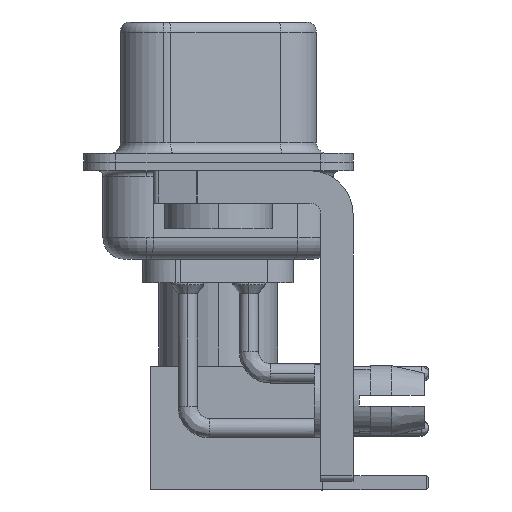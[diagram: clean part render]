
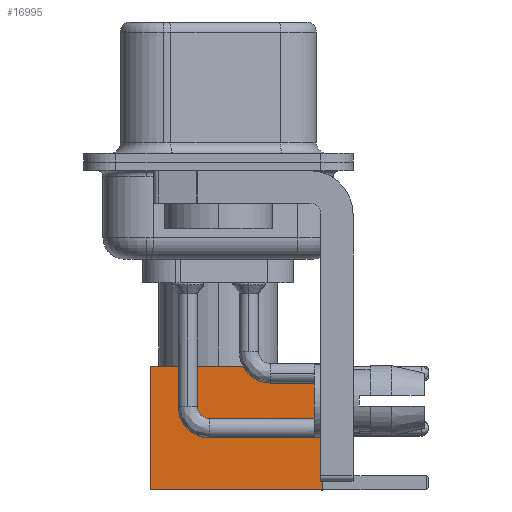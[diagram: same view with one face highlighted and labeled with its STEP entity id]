
A CAD part, left-side view. The second image highlights one B-rep face of the part: STEP entity #16995.
In plain terms, the highlighted face is planar.
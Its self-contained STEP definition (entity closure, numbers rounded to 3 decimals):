
#2277 = DIRECTION ( 'NONE',  ( -1., 0., 0. ) ) ;
#3588 = DIRECTION ( 'NONE',  ( 0., 0., -1. ) ) ;
#4761 = LINE ( 'NONE', #31675, #5278 ) ;
#5278 = VECTOR ( 'NONE', #2277, 1000. ) ;
#9032 = CARTESIAN_POINT ( 'NONE',  ( -2.875, 2.875, 8. ) ) ;
#9576 = ORIENTED_EDGE ( 'NONE', *, *, #30870, .T. ) ;
#9779 = DIRECTION ( 'NONE',  ( 0., 1., 0. ) ) ;
#13595 = LINE ( 'NONE', #26057, #22907 ) ;
#14414 = LINE ( 'NONE', #17515, #19774 ) ;
#14906 = CARTESIAN_POINT ( 'NONE',  ( 2.875, 2.875, 8. ) ) ;
#15262 = EDGE_CURVE ( 'NONE', #25335, #17614, #14414, .T. ) ;
#16355 = EDGE_LOOP ( 'NONE', ( #9576, #18581, #29561, #28481 ) ) ;
#16669 = AXIS2_PLACEMENT_3D ( 'NONE', #27320, #9779, #31911 ) ;
#16838 = PLANE ( 'NONE',  #16669 ) ;
#16845 = VERTEX_POINT ( 'NONE', #21585 ) ;
#16995 = ADVANCED_FACE ( 'NONE', ( #17320 ), #16838, .T. ) ;
#17320 = FACE_OUTER_BOUND ( 'NONE', #16355, .T. ) ;
#17515 = CARTESIAN_POINT ( 'NONE',  ( 0., 2.875, 8. ) ) ;
#17614 = VERTEX_POINT ( 'NONE', #9032 ) ;
#18581 = ORIENTED_EDGE ( 'NONE', *, *, #19155, .T. ) ;
#19155 = EDGE_CURVE ( 'NONE', #16845, #26763, #4761, .T. ) ;
#19774 = VECTOR ( 'NONE', #29490, 1000. ) ;
#21559 = EDGE_CURVE ( 'NONE', #17614, #26763, #29441, .T. ) ;
#21585 = CARTESIAN_POINT ( 'NONE',  ( 2.875, 2.875, 0. ) ) ;
#22216 = DIRECTION ( 'NONE',  ( 0., 0., -1. ) ) ;
#22907 = VECTOR ( 'NONE', #3588, 1000. ) ;
#24198 = CARTESIAN_POINT ( 'NONE',  ( -2.875, 2.875, 0. ) ) ;
#25335 = VERTEX_POINT ( 'NONE', #14906 ) ;
#26057 = CARTESIAN_POINT ( 'NONE',  ( 2.875, 2.875, 0. ) ) ;
#26763 = VERTEX_POINT ( 'NONE', #29708 ) ;
#27320 = CARTESIAN_POINT ( 'NONE',  ( 2.875, 2.875, 0. ) ) ;
#28481 = ORIENTED_EDGE ( 'NONE', *, *, #15262, .F. ) ;
#29441 = LINE ( 'NONE', #24198, #31990 ) ;
#29490 = DIRECTION ( 'NONE',  ( -1., 0., 0. ) ) ;
#29561 = ORIENTED_EDGE ( 'NONE', *, *, #21559, .F. ) ;
#29708 = CARTESIAN_POINT ( 'NONE',  ( -2.875, 2.875, 0. ) ) ;
#30870 = EDGE_CURVE ( 'NONE', #25335, #16845, #13595, .T. ) ;
#31675 = CARTESIAN_POINT ( 'NONE',  ( 0., 2.875, 0. ) ) ;
#31911 = DIRECTION ( 'NONE',  ( 0., 0., 1. ) ) ;
#31990 = VECTOR ( 'NONE', #22216, 1000. ) ;
